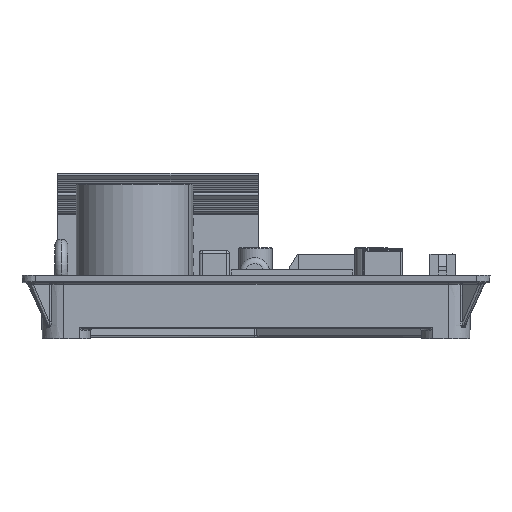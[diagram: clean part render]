
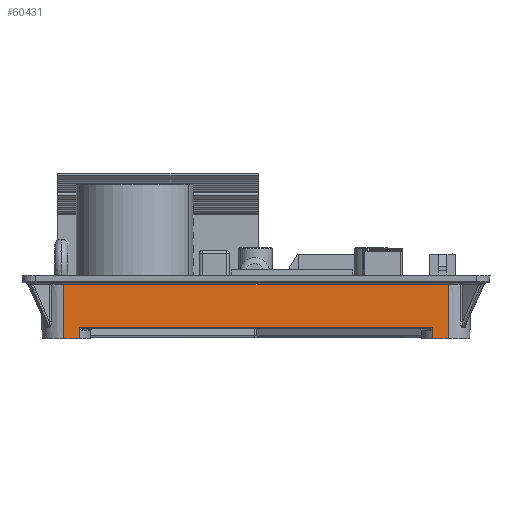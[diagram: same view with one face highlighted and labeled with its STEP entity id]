
A CAD part, front view. The second image highlights one B-rep face of the part: STEP entity #60431.
In plain terms, the highlighted planar face has unit normal (0, -1, -0.018).
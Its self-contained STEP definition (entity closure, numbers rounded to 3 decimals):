
#1514=PLANE('',#64632);
#3552=(
BOUNDED_CURVE()
B_SPLINE_CURVE(2,(#89128,#89129,#89130),.UNSPECIFIED.,.F.,.F.)
B_SPLINE_CURVE_WITH_KNOTS((3,3),(-0.41,-0.101),
 .UNSPECIFIED.)
CURVE()
GEOMETRIC_REPRESENTATION_ITEM()
RATIONAL_B_SPLINE_CURVE((1.,1.,1.))
REPRESENTATION_ITEM('')
);
#3558=(
BOUNDED_CURVE()
B_SPLINE_CURVE(2,(#89516,#89517,#89518),.UNSPECIFIED.,.F.,.F.)
B_SPLINE_CURVE_WITH_KNOTS((3,3),(-1.72,-1.411),
 .UNSPECIFIED.)
CURVE()
GEOMETRIC_REPRESENTATION_ITEM()
RATIONAL_B_SPLINE_CURVE((1.,1.,1.))
REPRESENTATION_ITEM('')
);
#3930=B_SPLINE_CURVE_WITH_KNOTS('',3,(#92735,#92736,#92737,#92738,#92739,
#92740,#92741,#92742,#92743,#92744,#92745,#92746,#92747,#92748,#92749,#92750,
#92751,#92752,#92753,#92754,#92755,#92756,#92757,#92758,#92759,#92760,#92761,
#92762,#92763,#92764,#92765,#92766,#92767,#92768,#92769,#92770,#92771,#92772,
#92773,#92774),.UNSPECIFIED.,.F.,.F.,(4,3,3,3,3,3,3,3,3,3,3,3,3,4),(0.,
0.076,0.208,0.25,0.382,0.416,
0.5,0.615,0.717,0.75,0.851,0.951,
0.97,1.),.UNSPECIFIED.);
#3931=B_SPLINE_CURVE_WITH_KNOTS('',3,(#92777,#92778,#92779,#92780,#92781,
#92782,#92783,#92784),.UNSPECIFIED.,.F.,.F.,(4,2,2,4),(-0.004,
0.,0.01,0.02),
 .UNSPECIFIED.);
#4472=LINE('',#90472,#10159);
#4474=LINE('',#90481,#10161);
#4504=LINE('',#91981,#10191);
#4507=LINE('',#92731,#10194);
#4508=LINE('',#92733,#10195);
#4509=LINE('',#92776,#10196);
#10159=VECTOR('',#70928,4.707);
#10161=VECTOR('',#70938,4.707);
#10191=VECTOR('',#71112,16.211);
#10194=VECTOR('',#71165,115.);
#10195=VECTOR('',#71168,16.211);
#10196=VECTOR('',#71169,105.227);
#16088=FACE_OUTER_BOUND('',#19625,.T.);
#19625=EDGE_LOOP('',(#41249,#41250,#41251,#41252,#41253,#41254,#41255,#41256,
#41257,#41258));
#25966=VERTEX_POINT('',#89125);
#25967=VERTEX_POINT('',#89127);
#25989=VERTEX_POINT('',#89396);
#25999=VERTEX_POINT('',#89451);
#26066=VERTEX_POINT('',#90471);
#26069=VERTEX_POINT('',#90479);
#26141=VERTEX_POINT('',#91980);
#26151=VERTEX_POINT('',#92729);
#26152=VERTEX_POINT('',#92734);
#26153=VERTEX_POINT('',#92775);
#31759=EDGE_CURVE('',#25967,#25966,#3552,.T.);
#31794=EDGE_CURVE('',#25989,#25999,#3558,.T.);
#31906=EDGE_CURVE('',#25989,#26066,#4472,.T.);
#31911=EDGE_CURVE('',#26069,#25966,#4474,.T.);
#32019=EDGE_CURVE('',#26066,#26141,#4504,.T.);
#32048=EDGE_CURVE('',#26141,#26151,#4507,.T.);
#32049=EDGE_CURVE('',#26069,#26151,#4508,.T.);
#32050=EDGE_CURVE('',#25999,#26152,#3930,.T.);
#32051=EDGE_CURVE('',#26153,#26152,#4509,.T.);
#32052=EDGE_CURVE('',#26153,#25967,#3931,.T.);
#41249=ORIENTED_EDGE('',*,*,#31911,.F.);
#41250=ORIENTED_EDGE('',*,*,#32049,.T.);
#41251=ORIENTED_EDGE('',*,*,#32048,.F.);
#41252=ORIENTED_EDGE('',*,*,#32019,.F.);
#41253=ORIENTED_EDGE('',*,*,#31906,.F.);
#41254=ORIENTED_EDGE('',*,*,#31794,.T.);
#41255=ORIENTED_EDGE('',*,*,#32050,.T.);
#41256=ORIENTED_EDGE('',*,*,#32051,.F.);
#41257=ORIENTED_EDGE('',*,*,#32052,.T.);
#41258=ORIENTED_EDGE('',*,*,#31759,.T.);
#60431=ADVANCED_FACE('',(#16088),#1514,.T.);
#64632=AXIS2_PLACEMENT_3D('',#92732,#71166,#71167);
#70928=DIRECTION('',(-1.,0.,0.));
#70938=DIRECTION('',(-1.,0.,0.));
#71112=DIRECTION('',(0.,-0.017,1.));
#71165=DIRECTION('',(1.,0.,0.));
#71166=DIRECTION('center_axis',(0.,-1.,-0.017));
#71167=DIRECTION('ref_axis',(0.,0.017,-1.));
#71168=DIRECTION('',(0.,-0.017,1.));
#71169=DIRECTION('',(-1.,0.,0.));
#89125=CARTESIAN_POINT('',(52.793,-56.468,-3.));
#89127=CARTESIAN_POINT('',(52.775,-56.522,0.067));
#89128=CARTESIAN_POINT('Ctrl Pts',(52.775,-56.522,0.067));
#89129=CARTESIAN_POINT('Ctrl Pts',(52.784,-56.495,-1.469));
#89130=CARTESIAN_POINT('Ctrl Pts',(52.793,-56.468,-3.));
#89396=CARTESIAN_POINT('',(-52.793,-56.468,-3.));
#89451=CARTESIAN_POINT('',(-52.775,-56.522,0.067));
#89516=CARTESIAN_POINT('Ctrl Pts',(-52.793,-56.468,
-3.));
#89517=CARTESIAN_POINT('Ctrl Pts',(-52.784,-56.495,
-1.469));
#89518=CARTESIAN_POINT('Ctrl Pts',(-52.775,-56.522,
0.067));
#90471=CARTESIAN_POINT('',(-57.5,-56.468,-3.));
#90472=CARTESIAN_POINT('',(-52.793,-56.468,-3.));
#90479=CARTESIAN_POINT('',(57.5,-56.468,-3.));
#90481=CARTESIAN_POINT('',(57.5,-56.468,-3.));
#91980=CARTESIAN_POINT('',(-57.5,-56.751,13.209));
#91981=CARTESIAN_POINT('',(-57.5,-56.468,-3.));
#92729=CARTESIAN_POINT('',(57.5,-56.751,13.209));
#92731=CARTESIAN_POINT('',(-57.5,-56.751,13.209));
#92732=CARTESIAN_POINT('Origin',(-66.244,-56.8,16.));
#92733=CARTESIAN_POINT('',(57.5,-56.468,-3.));
#92734=CARTESIAN_POINT('',(-52.613,-56.529,0.491));
#92735=CARTESIAN_POINT('Ctrl Pts',(-52.775,-56.522,
0.067));
#92736=CARTESIAN_POINT('Ctrl Pts',(-52.775,-56.522,
0.082));
#92737=CARTESIAN_POINT('Ctrl Pts',(-52.775,-56.522,
0.096));
#92738=CARTESIAN_POINT('Ctrl Pts',(-52.774,-56.523,
0.109));
#92739=CARTESIAN_POINT('Ctrl Pts',(-52.772,-56.523,
0.133));
#92740=CARTESIAN_POINT('Ctrl Pts',(-52.77,-56.523,
0.157));
#92741=CARTESIAN_POINT('Ctrl Pts',(-52.766,-56.524,
0.179));
#92742=CARTESIAN_POINT('Ctrl Pts',(-52.765,-56.524,
0.186));
#92743=CARTESIAN_POINT('Ctrl Pts',(-52.764,-56.524,
0.193));
#92744=CARTESIAN_POINT('Ctrl Pts',(-52.762,-56.524,
0.2));
#92745=CARTESIAN_POINT('Ctrl Pts',(-52.758,-56.525,
0.222));
#92746=CARTESIAN_POINT('Ctrl Pts',(-52.753,-56.525,
0.244));
#92747=CARTESIAN_POINT('Ctrl Pts',(-52.747,-56.525,
0.264));
#92748=CARTESIAN_POINT('Ctrl Pts',(-52.745,-56.525,
0.27));
#92749=CARTESIAN_POINT('Ctrl Pts',(-52.743,-56.526,
0.275));
#92750=CARTESIAN_POINT('Ctrl Pts',(-52.742,-56.526,
0.28));
#92751=CARTESIAN_POINT('Ctrl Pts',(-52.737,-56.526,0.293));
#92752=CARTESIAN_POINT('Ctrl Pts',(-52.733,-56.526,
0.305));
#92753=CARTESIAN_POINT('Ctrl Pts',(-52.728,-56.526,
0.317));
#92754=CARTESIAN_POINT('Ctrl Pts',(-52.721,-56.527,0.334));
#92755=CARTESIAN_POINT('Ctrl Pts',(-52.714,-56.527,
0.35));
#92756=CARTESIAN_POINT('Ctrl Pts',(-52.706,-56.527,
0.365));
#92757=CARTESIAN_POINT('Ctrl Pts',(-52.699,-56.527,
0.378));
#92758=CARTESIAN_POINT('Ctrl Pts',(-52.692,-56.528,
0.391));
#92759=CARTESIAN_POINT('Ctrl Pts',(-52.684,-56.528,
0.403));
#92760=CARTESIAN_POINT('Ctrl Pts',(-52.682,-56.528,
0.407));
#92761=CARTESIAN_POINT('Ctrl Pts',(-52.679,-56.528,0.411));
#92762=CARTESIAN_POINT('Ctrl Pts',(-52.677,-56.528,
0.414));
#92763=CARTESIAN_POINT('Ctrl Pts',(-52.669,-56.528,
0.426));
#92764=CARTESIAN_POINT('Ctrl Pts',(-52.661,-56.528,
0.437));
#92765=CARTESIAN_POINT('Ctrl Pts',(-52.653,-56.529,
0.448));
#92766=CARTESIAN_POINT('Ctrl Pts',(-52.644,-56.529,
0.458));
#92767=CARTESIAN_POINT('Ctrl Pts',(-52.636,-56.529,
0.468));
#92768=CARTESIAN_POINT('Ctrl Pts',(-52.627,-56.529,
0.478));
#92769=CARTESIAN_POINT('Ctrl Pts',(-52.625,-56.529,
0.479));
#92770=CARTESIAN_POINT('Ctrl Pts',(-52.623,-56.529,
0.481));
#92771=CARTESIAN_POINT('Ctrl Pts',(-52.621,-56.529,
0.483));
#92772=CARTESIAN_POINT('Ctrl Pts',(-52.619,-56.529,0.486));
#92773=CARTESIAN_POINT('Ctrl Pts',(-52.616,-56.529,
0.489));
#92774=CARTESIAN_POINT('Ctrl Pts',(-52.613,-56.529,
0.491));
#92775=CARTESIAN_POINT('',(52.613,-56.529,0.491));
#92776=CARTESIAN_POINT('',(52.613,-56.529,0.491));
#92777=CARTESIAN_POINT('Ctrl Pts',(52.613,-56.529,0.491));
#92778=CARTESIAN_POINT('Ctrl Pts',(52.624,-56.529,0.481));
#92779=CARTESIAN_POINT('Ctrl Pts',(52.633,-56.529,0.471));
#92780=CARTESIAN_POINT('Ctrl Pts',(52.663,-56.528,0.436));
#92781=CARTESIAN_POINT('Ctrl Pts',(52.699,-56.528,0.389));
#92782=CARTESIAN_POINT('Ctrl Pts',(52.76,-56.525,0.238));
#92783=CARTESIAN_POINT('Ctrl Pts',(52.775,-56.523,0.153));
#92784=CARTESIAN_POINT('Ctrl Pts',(52.775,-56.522,0.067));
